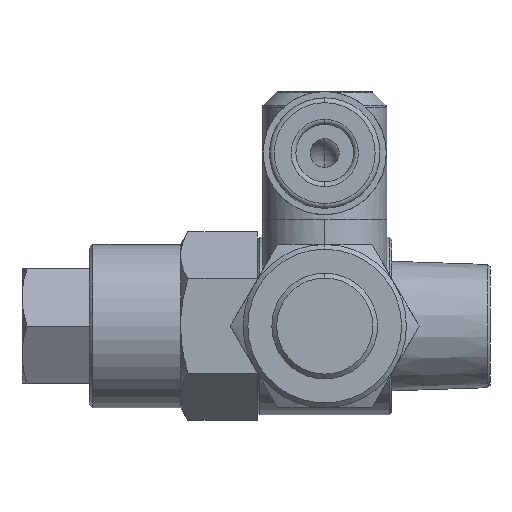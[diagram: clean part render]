
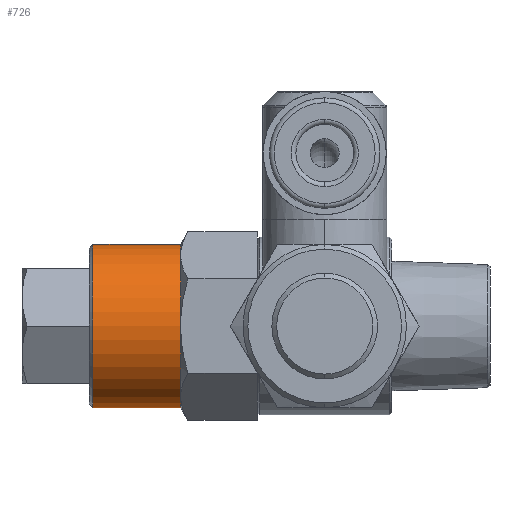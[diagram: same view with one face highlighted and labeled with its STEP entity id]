
A CAD part, left-side view. The second image highlights one B-rep face of the part: STEP entity #726.
In plain terms, the highlighted cylindrical face has radius 8.5 mm (diameter 17 mm), a partial arc.
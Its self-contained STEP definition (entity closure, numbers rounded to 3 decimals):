
#63 = VERTEX_POINT ( 'NONE', #1348 ) ;
#77 = VERTEX_POINT ( 'NONE', #1537 ) ;
#186 = ORIENTED_EDGE ( 'NONE', *, *, #335, .T. ) ;
#324 = EDGE_CURVE ( 'NONE', #77, #513, #2183, .T. ) ;
#335 = EDGE_CURVE ( 'NONE', #63, #462, #2213, .T. ) ;
#337 = VERTEX_POINT ( 'NONE', #2209 ) ;
#462 = VERTEX_POINT ( 'NONE', #2273 ) ;
#513 = VERTEX_POINT ( 'NONE', #2576 ) ;
#515 = EDGE_CURVE ( 'NONE', #462, #337, #2494, .T. ) ;
#576 = ORIENTED_EDGE ( 'NONE', *, *, #779, .T. ) ;
#594 = ORIENTED_EDGE ( 'NONE', *, *, #515, .T. ) ;
#646 = VERTEX_POINT ( 'NONE', #3111 ) ;
#699 = EDGE_CURVE ( 'NONE', #646, #743, #3314, .T. ) ;
#701 = EDGE_CURVE ( 'NONE', #337, #646, #3315, .T. ) ;
#726 = ADVANCED_FACE ( 'NONE', ( #3233 ), #3191, .T. ) ;
#743 = VERTEX_POINT ( 'NONE', #3395 ) ;
#779 = EDGE_CURVE ( 'NONE', #743, #513, #3414, .T. ) ;
#780 = EDGE_LOOP ( 'NONE', ( #801, #791, #186, #594, #1018, #1026, #576 ) ) ;
#791 = ORIENTED_EDGE ( 'NONE', *, *, #802, .T. ) ;
#801 = ORIENTED_EDGE ( 'NONE', *, *, #324, .F. ) ;
#802 = EDGE_CURVE ( 'NONE', #77, #63, #3409, .T. ) ;
#1018 = ORIENTED_EDGE ( 'NONE', *, *, #701, .T. ) ;
#1026 = ORIENTED_EDGE ( 'NONE', *, *, #699, .T. ) ;
#1348 = CARTESIAN_POINT ( 'NONE',  ( 0., 24.125, -8.5 ) ) ;
#1537 = CARTESIAN_POINT ( 'NONE',  ( 0., 24.125, 8.5 ) ) ;
#2170 = CARTESIAN_POINT ( 'NONE',  ( 0., 55.542, -8.5 ) ) ;
#2180 = DIRECTION ( 'NONE',  ( 0., -1., 0. ) ) ;
#2181 = VECTOR ( 'NONE', #2180, 1000. ) ;
#2182 = CARTESIAN_POINT ( 'NONE',  ( 0., 55.542, 8.5 ) ) ;
#2183 = LINE ( 'NONE', #2182, #2181 ) ;
#2209 = CARTESIAN_POINT ( 'NONE',  ( -4.25, 15., -7.361 ) ) ;
#2210 = DIRECTION ( 'NONE',  ( 0., -1., 0. ) ) ;
#2211 = VECTOR ( 'NONE', #2210, 1000. ) ;
#2213 = LINE ( 'NONE', #2170, #2211 ) ;
#2273 = CARTESIAN_POINT ( 'NONE',  ( 0., 15., -8.5 ) ) ;
#2494 = CIRCLE ( 'NONE', #2580, 8.5 ) ;
#2576 = CARTESIAN_POINT ( 'NONE',  ( 0., 15., 8.5 ) ) ;
#2580 = AXIS2_PLACEMENT_3D ( 'NONE', #2609, #2608, #2607 ) ;
#2607 = DIRECTION ( 'NONE',  ( 0., 0., -1. ) ) ;
#2608 = DIRECTION ( 'NONE',  ( 0., 1., 0. ) ) ;
#2609 = CARTESIAN_POINT ( 'NONE',  ( 0., 15., 0. ) ) ;
#3111 = CARTESIAN_POINT ( 'NONE',  ( -8.5, 15., 0. ) ) ;
#3191 = CYLINDRICAL_SURFACE ( 'NONE', #3355, 8.5 ) ;
#3233 = FACE_OUTER_BOUND ( 'NONE', #780, .T. ) ;
#3295 = AXIS2_PLACEMENT_3D ( 'NONE', #3313, #3312, #3343 ) ;
#3312 = DIRECTION ( 'NONE',  ( 0., 1., 0. ) ) ;
#3313 = CARTESIAN_POINT ( 'NONE',  ( 0., 15., 0. ) ) ;
#3314 = CIRCLE ( 'NONE', #3295, 8.5 ) ;
#3315 = CIRCLE ( 'NONE', #3339, 8.5 ) ;
#3336 = DIRECTION ( 'NONE',  ( 0., 0., -1. ) ) ;
#3337 = DIRECTION ( 'NONE',  ( 0., 1., 0. ) ) ;
#3338 = CARTESIAN_POINT ( 'NONE',  ( 0., 15., 0. ) ) ;
#3339 = AXIS2_PLACEMENT_3D ( 'NONE', #3338, #3337, #3336 ) ;
#3343 = DIRECTION ( 'NONE',  ( 0., 0., -1. ) ) ;
#3345 = DIRECTION ( 'NONE',  ( 0., 0., -1. ) ) ;
#3346 = DIRECTION ( 'NONE',  ( 0., -1., 0. ) ) ;
#3354 = CARTESIAN_POINT ( 'NONE',  ( 0., 55.542, 0. ) ) ;
#3355 = AXIS2_PLACEMENT_3D ( 'NONE', #3354, #3346, #3345 ) ;
#3395 = CARTESIAN_POINT ( 'NONE',  ( -4.25, 15., 7.361 ) ) ;
#3405 = DIRECTION ( 'NONE',  ( 0., 0., 1. ) ) ;
#3406 = DIRECTION ( 'NONE',  ( 0., -1., 0. ) ) ;
#3407 = CARTESIAN_POINT ( 'NONE',  ( 0., 24.125, 0. ) ) ;
#3408 = AXIS2_PLACEMENT_3D ( 'NONE', #3407, #3406, #3405 ) ;
#3409 = CIRCLE ( 'NONE', #3408, 8.5 ) ;
#3414 = CIRCLE ( 'NONE', #3440, 8.5 ) ;
#3440 = AXIS2_PLACEMENT_3D ( 'NONE', #3474, #3473, #3472 ) ;
#3472 = DIRECTION ( 'NONE',  ( 0., 0., -1. ) ) ;
#3473 = DIRECTION ( 'NONE',  ( 0., 1., 0. ) ) ;
#3474 = CARTESIAN_POINT ( 'NONE',  ( 0., 15., 0. ) ) ;
